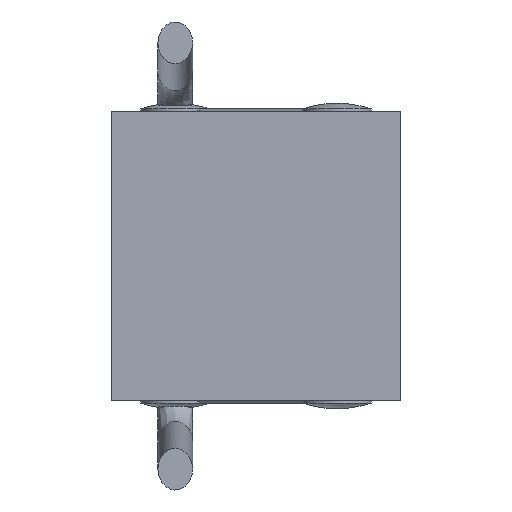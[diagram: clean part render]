
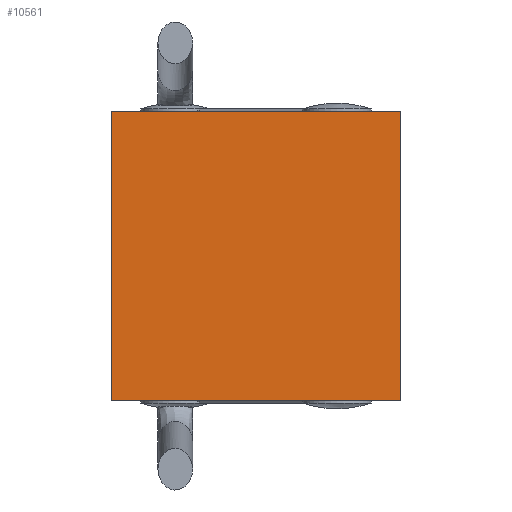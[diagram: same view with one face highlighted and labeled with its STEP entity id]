
A CAD part, front view. The second image highlights one B-rep face of the part: STEP entity #10561.
In plain terms, the highlighted planar face has unit normal (0, -1, 0).
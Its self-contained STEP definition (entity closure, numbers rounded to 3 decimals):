
#313 = FACE_OUTER_BOUND ( 'NONE', #6789, .T. ) ;
#391 = CARTESIAN_POINT ( 'NONE',  ( 2.5, -0.51, -2.5 ) ) ;
#1092 = VECTOR ( 'NONE', #12830, 1000. ) ;
#1374 = CARTESIAN_POINT ( 'NONE',  ( 2.5, -0.51, 2.5 ) ) ;
#1556 = EDGE_CURVE ( 'NONE', #2256, #9467, #3782, .T. ) ;
#1825 = VECTOR ( 'NONE', #7304, 1000. ) ;
#2143 = LINE ( 'NONE', #1374, #1825 ) ;
#2209 = LINE ( 'NONE', #9257, #12621 ) ;
#2256 = VERTEX_POINT ( 'NONE', #3200 ) ;
#2380 = EDGE_CURVE ( 'NONE', #7398, #7686, #2657, .T. ) ;
#2657 = LINE ( 'NONE', #391, #2973 ) ;
#2973 = VECTOR ( 'NONE', #7773, 1000. ) ;
#3143 = DIRECTION ( 'NONE',  ( 0., 1., 0. ) ) ;
#3200 = CARTESIAN_POINT ( 'NONE',  ( 2.5, -0.51, 2.5 ) ) ;
#3782 = LINE ( 'NONE', #7314, #1092 ) ;
#5150 = ORIENTED_EDGE ( 'NONE', *, *, #1556, .T. ) ;
#5698 = CARTESIAN_POINT ( 'NONE',  ( -2.5, -0.51, 2.5 ) ) ;
#6083 = CARTESIAN_POINT ( 'NONE',  ( -2.5, -0.51, -2.5 ) ) ;
#6249 = DIRECTION ( 'NONE',  ( 0., 0., -1. ) ) ;
#6789 = EDGE_LOOP ( 'NONE', ( #7841, #7082, #8198, #5150 ) ) ;
#7082 = ORIENTED_EDGE ( 'NONE', *, *, #2380, .T. ) ;
#7281 = CARTESIAN_POINT ( 'NONE',  ( 2.5, -0.51, -2.5 ) ) ;
#7304 = DIRECTION ( 'NONE',  ( 0., 0., 1. ) ) ;
#7314 = CARTESIAN_POINT ( 'NONE',  ( 2.5, -0.51, 2.5 ) ) ;
#7398 = VERTEX_POINT ( 'NONE', #6083 ) ;
#7686 = VERTEX_POINT ( 'NONE', #7281 ) ;
#7773 = DIRECTION ( 'NONE',  ( 1., 0., 0. ) ) ;
#7841 = ORIENTED_EDGE ( 'NONE', *, *, #10171, .T. ) ;
#8198 = ORIENTED_EDGE ( 'NONE', *, *, #8720, .T. ) ;
#8720 = EDGE_CURVE ( 'NONE', #7686, #2256, #2143, .T. ) ;
#9129 = CARTESIAN_POINT ( 'NONE',  ( 0., -0.51, 0. ) ) ;
#9257 = CARTESIAN_POINT ( 'NONE',  ( -2.5, -0.51, 2.5 ) ) ;
#9467 = VERTEX_POINT ( 'NONE', #5698 ) ;
#10149 = DIRECTION ( 'NONE',  ( 0., 0., 1. ) ) ;
#10171 = EDGE_CURVE ( 'NONE', #9467, #7398, #2209, .T. ) ;
#10561 = ADVANCED_FACE ( 'NONE', ( #313 ), #12182, .F. ) ;
#11275 = AXIS2_PLACEMENT_3D ( 'NONE', #9129, #3143, #10149 ) ;
#12182 = PLANE ( 'NONE',  #11275 ) ;
#12621 = VECTOR ( 'NONE', #6249, 1000. ) ;
#12830 = DIRECTION ( 'NONE',  ( -1., 0., 0. ) ) ;
